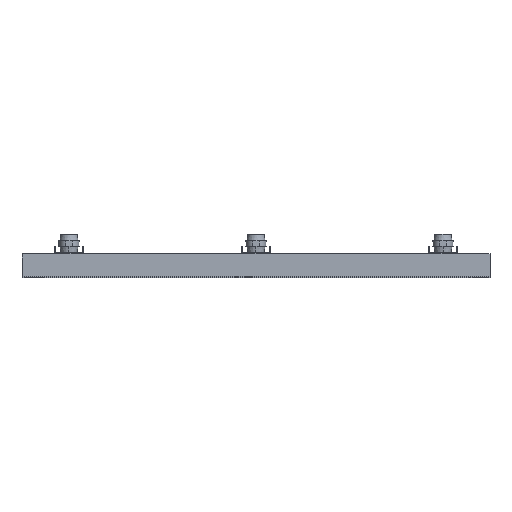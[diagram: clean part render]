
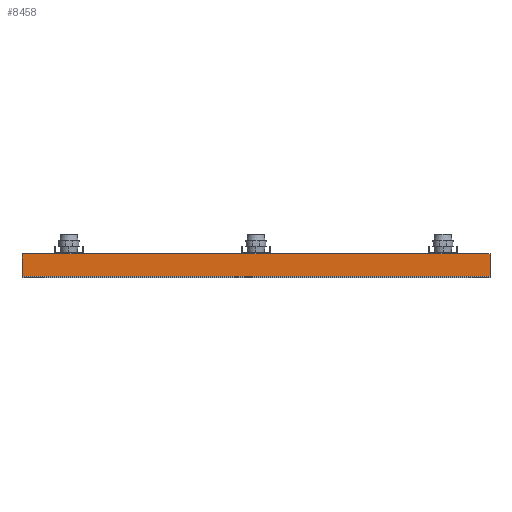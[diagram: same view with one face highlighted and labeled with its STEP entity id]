
A CAD part, top view. The second image highlights one B-rep face of the part: STEP entity #8458.
In plain terms, the highlighted planar face has unit normal (0, 0, 1).
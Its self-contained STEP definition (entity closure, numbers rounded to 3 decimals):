
#104 = DIRECTION ( 'NONE',  ( 1., 0., 0. ) ) ;
#152 = LINE ( 'NONE', #268, #6212 ) ;
#217 = CARTESIAN_POINT ( 'NONE',  ( 996., 0., -24. ) ) ;
#218 = CARTESIAN_POINT ( 'NONE',  ( 0., 50., -24. ) ) ;
#219 = VERTEX_POINT ( 'NONE', #5857 ) ;
#268 = CARTESIAN_POINT ( 'NONE',  ( 996., 50., -24. ) ) ;
#280 = DIRECTION ( 'NONE',  ( 1., 0., 0. ) ) ;
#410 = CARTESIAN_POINT ( 'NONE',  ( 0., 50., -24. ) ) ;
#431 = CARTESIAN_POINT ( 'NONE',  ( 0., 50., -24. ) ) ;
#476 = CARTESIAN_POINT ( 'NONE',  ( 0., 0., -24. ) ) ;
#860 = DIRECTION ( 'NONE',  ( 1., 0., 0. ) ) ;
#888 = ORIENTED_EDGE ( 'NONE', *, *, #8727, .T. ) ;
#1119 = VERTEX_POINT ( 'NONE', #11411 ) ;
#1145 = ORIENTED_EDGE ( 'NONE', *, *, #6585, .F. ) ;
#1398 = VERTEX_POINT ( 'NONE', #1768 ) ;
#1544 = CARTESIAN_POINT ( 'NONE',  ( 528., 50., -24. ) ) ;
#1768 = CARTESIAN_POINT ( 'NONE',  ( 70., 50., -24. ) ) ;
#1819 = ORIENTED_EDGE ( 'NONE', *, *, #3689, .F. ) ;
#1996 = EDGE_CURVE ( 'NONE', #1398, #5787, #152, .T. ) ;
#2050 = VECTOR ( 'NONE', #6441, 1000. ) ;
#2154 = LINE ( 'NONE', #476, #2050 ) ;
#2182 = LINE ( 'NONE', #2876, #2276 ) ;
#2276 = VECTOR ( 'NONE', #8464, 1000. ) ;
#2329 = LINE ( 'NONE', #7226, #8854 ) ;
#2492 = CARTESIAN_POINT ( 'NONE',  ( 0., 2., -24. ) ) ;
#2625 = LINE ( 'NONE', #218, #7942 ) ;
#2745 = CARTESIAN_POINT ( 'NONE',  ( 468., 50., -24. ) ) ;
#2840 = DIRECTION ( 'NONE',  ( 1., 0., 0. ) ) ;
#2876 = CARTESIAN_POINT ( 'NONE',  ( 996., 50., -24. ) ) ;
#3541 = VERTEX_POINT ( 'NONE', #410 ) ;
#3689 = EDGE_CURVE ( 'NONE', #5899, #5979, #2182, .T. ) ;
#3756 = LINE ( 'NONE', #11606, #6832 ) ;
#3897 = ORIENTED_EDGE ( 'NONE', *, *, #6873, .F. ) ;
#3968 = VERTEX_POINT ( 'NONE', #8597 ) ;
#4143 = EDGE_CURVE ( 'NONE', #3541, #1398, #2625, .T. ) ;
#4398 = VECTOR ( 'NONE', #8132, 1000. ) ;
#4422 = FACE_OUTER_BOUND ( 'NONE', #10391, .T. ) ;
#4477 = LINE ( 'NONE', #217, #4398 ) ;
#4588 = ORIENTED_EDGE ( 'NONE', *, *, #4143, .F. ) ;
#4607 = EDGE_CURVE ( 'NONE', #219, #3968, #3756, .T. ) ;
#4961 = ORIENTED_EDGE ( 'NONE', *, *, #10609, .F. ) ;
#5420 = LINE ( 'NONE', #7804, #5500 ) ;
#5454 = DIRECTION ( 'NONE',  ( 1., 0., 0. ) ) ;
#5500 = VECTOR ( 'NONE', #104, 1000. ) ;
#5642 = CARTESIAN_POINT ( 'NONE',  ( 996., 0., -24. ) ) ;
#5787 = VERTEX_POINT ( 'NONE', #11248 ) ;
#5795 = ORIENTED_EDGE ( 'NONE', *, *, #4607, .F. ) ;
#5857 = CARTESIAN_POINT ( 'NONE',  ( 926., 50., -24. ) ) ;
#5899 = VERTEX_POINT ( 'NONE', #2745 ) ;
#5979 = VERTEX_POINT ( 'NONE', #1544 ) ;
#6212 = VECTOR ( 'NONE', #8855, 1000. ) ;
#6274 = EDGE_CURVE ( 'NONE', #1119, #219, #5420, .T. ) ;
#6367 = EDGE_CURVE ( 'NONE', #11460, #3968, #4477, .T. ) ;
#6441 = DIRECTION ( 'NONE',  ( 0., 1., 0. ) ) ;
#6585 = EDGE_CURVE ( 'NONE', #8276, #3541, #2154, .T. ) ;
#6702 = DIRECTION ( 'NONE',  ( 1., 0., 0. ) ) ;
#6799 = AXIS2_PLACEMENT_3D ( 'NONE', #5642, #11257, #6702 ) ;
#6832 = VECTOR ( 'NONE', #5454, 1000. ) ;
#6873 = EDGE_CURVE ( 'NONE', #5787, #5899, #7560, .T. ) ;
#7188 = DIRECTION ( 'NONE',  ( 1., 0., 0. ) ) ;
#7226 = CARTESIAN_POINT ( 'NONE',  ( 0., 50., -24. ) ) ;
#7341 = ORIENTED_EDGE ( 'NONE', *, *, #1996, .F. ) ;
#7560 = LINE ( 'NONE', #431, #8623 ) ;
#7804 = CARTESIAN_POINT ( 'NONE',  ( 996., 50., -24. ) ) ;
#7942 = VECTOR ( 'NONE', #280, 1000. ) ;
#8132 = DIRECTION ( 'NONE',  ( 0., 1., 0. ) ) ;
#8276 = VERTEX_POINT ( 'NONE', #9352 ) ;
#8458 = ADVANCED_FACE ( 'NONE', ( #4422 ), #9564, .T. ) ;
#8464 = DIRECTION ( 'NONE',  ( 1., 0., 0. ) ) ;
#8597 = CARTESIAN_POINT ( 'NONE',  ( 996., 50., -24. ) ) ;
#8623 = VECTOR ( 'NONE', #860, 1000. ) ;
#8727 = EDGE_CURVE ( 'NONE', #8276, #11460, #9071, .T. ) ;
#8854 = VECTOR ( 'NONE', #7188, 1000. ) ;
#8855 = DIRECTION ( 'NONE',  ( 1., 0., 0. ) ) ;
#9071 = LINE ( 'NONE', #2492, #9398 ) ;
#9238 = ORIENTED_EDGE ( 'NONE', *, *, #6367, .T. ) ;
#9352 = CARTESIAN_POINT ( 'NONE',  ( 0., 2., -24. ) ) ;
#9398 = VECTOR ( 'NONE', #2840, 1000. ) ;
#9411 = CARTESIAN_POINT ( 'NONE',  ( 996., 2., -24. ) ) ;
#9564 = PLANE ( 'NONE',  #6799 ) ;
#10391 = EDGE_LOOP ( 'NONE', ( #4588, #1145, #888, #9238, #5795, #10711, #4961, #1819, #3897, #7341 ) ) ;
#10609 = EDGE_CURVE ( 'NONE', #5979, #1119, #2329, .T. ) ;
#10711 = ORIENTED_EDGE ( 'NONE', *, *, #6274, .F. ) ;
#11248 = CARTESIAN_POINT ( 'NONE',  ( 130., 50., -24. ) ) ;
#11257 = DIRECTION ( 'NONE',  ( 0., 0., 1. ) ) ;
#11411 = CARTESIAN_POINT ( 'NONE',  ( 866., 50., -24. ) ) ;
#11460 = VERTEX_POINT ( 'NONE', #9411 ) ;
#11606 = CARTESIAN_POINT ( 'NONE',  ( 0., 50., -24. ) ) ;
